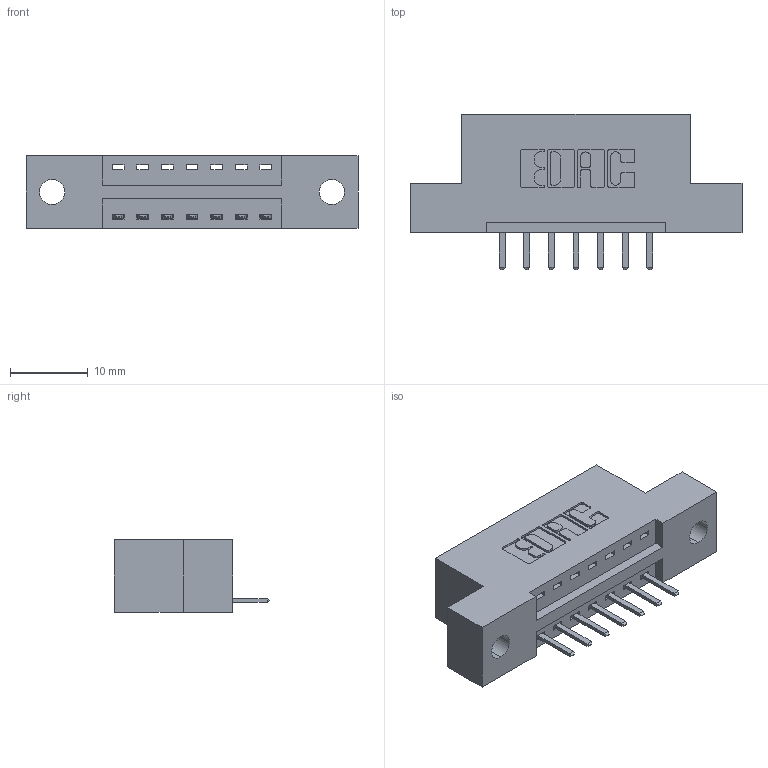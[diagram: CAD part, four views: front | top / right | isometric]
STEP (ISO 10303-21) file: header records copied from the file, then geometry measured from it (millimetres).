
FILE_DESCRIPTION (( 'STEP AP203' ), '1' );
FILE_NAME ('396-007-520-102.STEP', '2018-08-30T23:24:30', ( '' ), ( '' ), 'SwSTEP 2.0', 'SolidWorks 2016', '' );
FILE_SCHEMA (( 'CONFIG_CONTROL_DESIGN' ));
Length unit declared in the file: inch
Products named in the file (3): 346 Part_Flush Mounting Lugs - 0.128 Dia; 345-292-001_345-293-120; 396-007-520-102
Assembly tree (8 placements, depth 2):
  396-007-520-102
    346 Part_Flush Mounting Lugs - 0.128 Dia
    345-292-001_345-293-120  x7
Bounding box: 42.8 x 20.02 x 9.4 mm (x, y, z)
Volume: 3798.8 mm3; surface area: 4031.9 mm2
Topology: 8 solids, 8 shells, 556 faces, 1617 edges, 1058 vertices
Faces by surface type: plane 370, cylinder 186
Entity records: 9173 total; most frequent: CARTESIAN_POINT 1601, ORIENTED_EDGE 1530, DIRECTION 1443, EDGE_CURVE 765, LINE 601, VECTOR 601, VERTEX_POINT 506, AXIS2_PLACEMENT_3D 421
